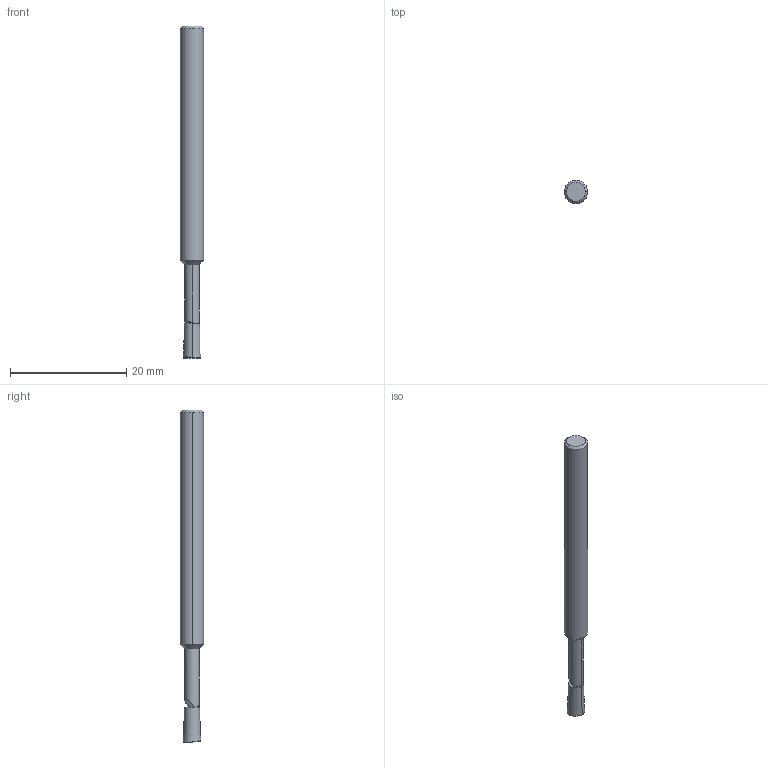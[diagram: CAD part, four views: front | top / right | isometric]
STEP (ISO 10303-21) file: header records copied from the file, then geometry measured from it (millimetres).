
FILE_DESCRIPTION (( 'STEP AP214' ), '1' );
FILE_NAME ('Micro_HBM-040025X.STEP', '2021-09-03T21:52:25', ( '' ), ( '' ), 'SwSTEP 2.0', 'SolidWorks 2020', '' );
FILE_SCHEMA (( 'AUTOMOTIVE_DESIGN' ));
Length unit declared in the file: inch
Products named in the file (1): Micro_HBM-040025X
Bounding box: 4 x 4 x 57 mm (x, y, z)
Volume: 595.2 mm3; surface area: 667.7 mm2
Topology: 1 solids, 1 shells, 21 faces, 50 edges, 32 vertices
Faces by surface type: plane 8, cone 7, cylinder 4, bspline 2
Entity records: 692 total; most frequent: CARTESIAN_POINT 194, ORIENTED_EDGE 100, DIRECTION 91, EDGE_CURVE 50, AXIS2_PLACEMENT_3D 37, VERTEX_POINT 32, EDGE_LOOP 22, ADVANCED_FACE 21
